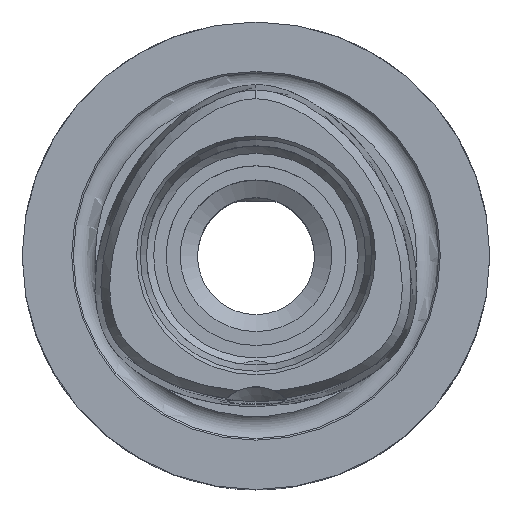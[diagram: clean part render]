
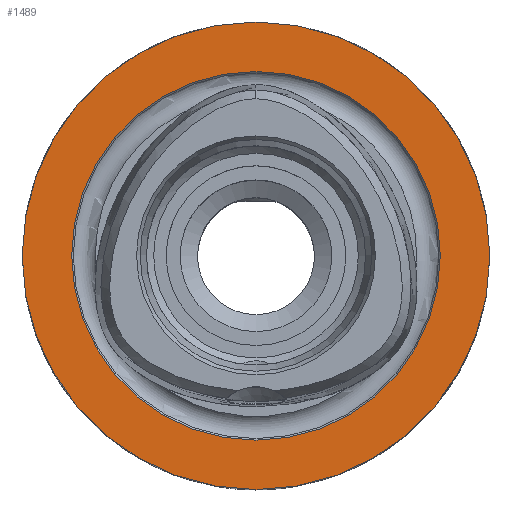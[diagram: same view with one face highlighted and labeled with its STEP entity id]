
A CAD part, top view. The second image highlights one B-rep face of the part: STEP entity #1489.
In plain terms, the highlighted planar face has unit normal (0, 0, 1).
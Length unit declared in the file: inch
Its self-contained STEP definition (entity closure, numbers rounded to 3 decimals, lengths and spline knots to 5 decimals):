
#67=FACE_BOUND('',#274,.T.);
#105=PLANE('',#1665);
#184=FACE_OUTER_BOUND('',#273,.T.);
#273=EDGE_LOOP('',(#1288));
#274=EDGE_LOOP('',(#1289));
#530=CIRCLE('',#1661,0.49662);
#531=CIRCLE('',#1666,0.62992);
#675=VERTEX_POINT('',#4732);
#676=VERTEX_POINT('',#4739);
#886=EDGE_CURVE('',#675,#675,#530,.T.);
#887=EDGE_CURVE('',#676,#676,#531,.T.);
#1288=ORIENTED_EDGE('',*,*,#887,.T.);
#1289=ORIENTED_EDGE('',*,*,#886,.T.);
#1489=ADVANCED_FACE('',(#184,#67),#105,.T.);
#1661=AXIS2_PLACEMENT_3D('',#4734,#2022,#2023);
#1665=AXIS2_PLACEMENT_3D('',#4738,#2030,#2031);
#1666=AXIS2_PLACEMENT_3D('',#4740,#2032,#2033);
#2022=DIRECTION('center_axis',(0.,0.,
-1.));
#2023=DIRECTION('ref_axis',(0.,1.,0.));
#2030=DIRECTION('center_axis',(0.,0.,
1.));
#2031=DIRECTION('ref_axis',(1.,0.,0.));
#2032=DIRECTION('center_axis',(0.,0.,
1.));
#2033=DIRECTION('ref_axis',(1.,0.,0.));
#4732=CARTESIAN_POINT('',(-0.65577,-0.29478,0.02891));
#4734=CARTESIAN_POINT('Origin',(-0.65577,0.20184,0.02891));
#4738=CARTESIAN_POINT('Origin',(-0.65577,0.20184,0.02891));
#4739=CARTESIAN_POINT('',(-1.28569,0.20184,0.02891));
#4740=CARTESIAN_POINT('Origin',(-0.65577,0.20184,0.02891));
